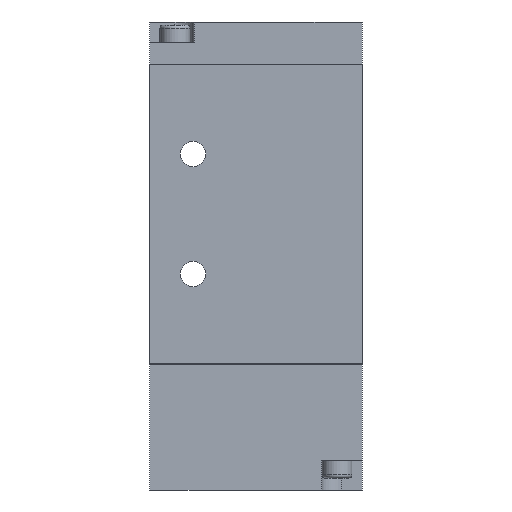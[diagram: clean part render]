
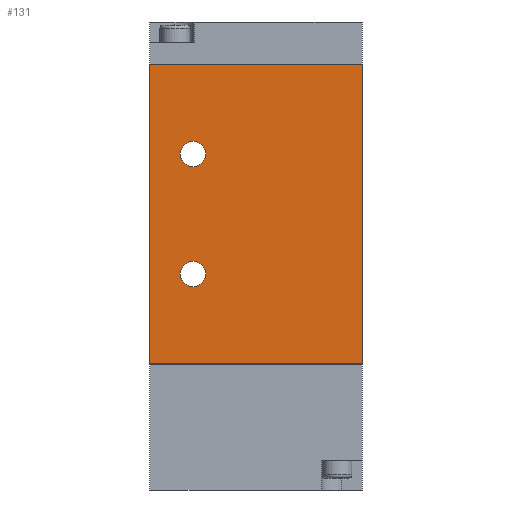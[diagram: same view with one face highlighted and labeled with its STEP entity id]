
A CAD part, front view. The second image highlights one B-rep face of the part: STEP entity #131.
In plain terms, the highlighted planar face has unit normal (0, -1, 0).
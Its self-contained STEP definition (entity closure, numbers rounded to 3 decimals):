
#131 = ADVANCED_FACE( '', ( #347, #348, #349 ), #350, .T. );
#347 = FACE_BOUND( '', #669, .T. );
#348 = FACE_BOUND( '', #670, .T. );
#349 = FACE_OUTER_BOUND( '', #671, .T. );
#350 = PLANE( '', #672 );
#669 = EDGE_LOOP( '', ( #1247 ) );
#670 = EDGE_LOOP( '', ( #1248 ) );
#671 = EDGE_LOOP( '', ( #1249, #1250, #1251, #1252 ) );
#672 = AXIS2_PLACEMENT_3D( '', #1253, #1254, #1255 );
#1247 = ORIENTED_EDGE( '', *, *, #1953, .T. );
#1248 = ORIENTED_EDGE( '', *, *, #1951, .T. );
#1249 = ORIENTED_EDGE( '', *, *, #1972, .T. );
#1250 = ORIENTED_EDGE( '', *, *, #1973, .T. );
#1251 = ORIENTED_EDGE( '', *, *, #1974, .F. );
#1252 = ORIENTED_EDGE( '', *, *, #1975, .F. );
#1253 = CARTESIAN_POINT( '', ( -17.7, -13.2, -7. ) );
#1254 = DIRECTION( '', ( 0., -1., 0. ) );
#1255 = DIRECTION( '', ( 0., 0., -1. ) );
#1951 = EDGE_CURVE( '', #2325, #2325, #2326, .T. );
#1953 = EDGE_CURVE( '', #2329, #2329, #2330, .T. );
#1972 = EDGE_CURVE( '', #2362, #2363, #2364, .T. );
#1973 = EDGE_CURVE( '', #2363, #2365, #2366, .T. );
#1974 = EDGE_CURVE( '', #2367, #2365, #2368, .T. );
#1975 = EDGE_CURVE( '', #2362, #2367, #2369, .T. );
#2325 = VERTEX_POINT( '', #2926 );
#2326 = CIRCLE( '', #2927, 2.1 );
#2329 = VERTEX_POINT( '', #2930 );
#2330 = CIRCLE( '', #2931, 2.1 );
#2362 = VERTEX_POINT( '', #2963 );
#2363 = VERTEX_POINT( '', #2964 );
#2364 = LINE( '', #2965, #2966 );
#2365 = VERTEX_POINT( '', #2967 );
#2366 = LINE( '', #2968, #2969 );
#2367 = VERTEX_POINT( '', #2970 );
#2368 = LINE( '', #2971, #2972 );
#2369 = LINE( '', #2973, #2974 );
#2926 = CARTESIAN_POINT( '', ( -8.4, -13.2, -22. ) );
#2927 = AXIS2_PLACEMENT_3D( '', #3530, #3531, #3532 );
#2930 = CARTESIAN_POINT( '', ( -8.4, -13.2, -42. ) );
#2931 = AXIS2_PLACEMENT_3D( '', #3536, #3537, #3538 );
#2963 = CARTESIAN_POINT( '', ( -17.7, -13.2, -56.9 ) );
#2964 = CARTESIAN_POINT( '', ( 17.7, -13.2, -56.9 ) );
#2965 = CARTESIAN_POINT( '', ( -17.7, -13.2, -56.9 ) );
#2966 = VECTOR( '', #3587, 1000. );
#2967 = CARTESIAN_POINT( '', ( 17.7, -13.2, -7.1 ) );
#2968 = CARTESIAN_POINT( '', ( 17.7, -13.2, -7. ) );
#2969 = VECTOR( '', #3588, 1000. );
#2970 = CARTESIAN_POINT( '', ( -17.7, -13.2, -7.1 ) );
#2971 = CARTESIAN_POINT( '', ( -17.7, -13.2, -7.1 ) );
#2972 = VECTOR( '', #3589, 1000. );
#2973 = CARTESIAN_POINT( '', ( -17.7, -13.2, -7. ) );
#2974 = VECTOR( '', #3590, 1000. );
#3530 = CARTESIAN_POINT( '', ( -10.5, -13.2, -22. ) );
#3531 = DIRECTION( '', ( 0., 1., 0. ) );
#3532 = DIRECTION( '', ( 1., 0., 0. ) );
#3536 = CARTESIAN_POINT( '', ( -10.5, -13.2, -42. ) );
#3537 = DIRECTION( '', ( 0., 1., 0. ) );
#3538 = DIRECTION( '', ( 1., 0., 0. ) );
#3587 = DIRECTION( '', ( 1., 0., 0. ) );
#3588 = DIRECTION( '', ( 0., 0., 1. ) );
#3589 = DIRECTION( '', ( 1., 0., 0. ) );
#3590 = DIRECTION( '', ( 0., 0., 1. ) );
